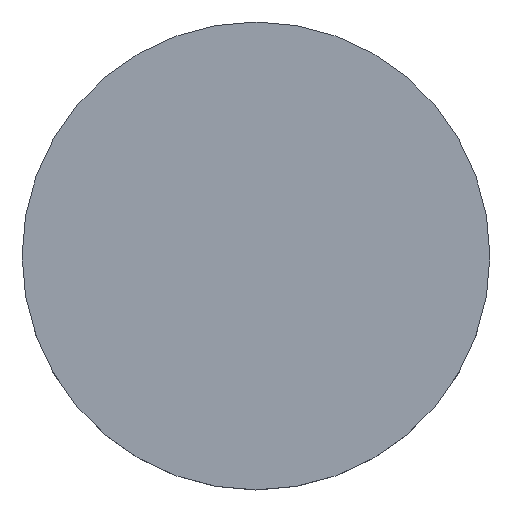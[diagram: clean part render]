
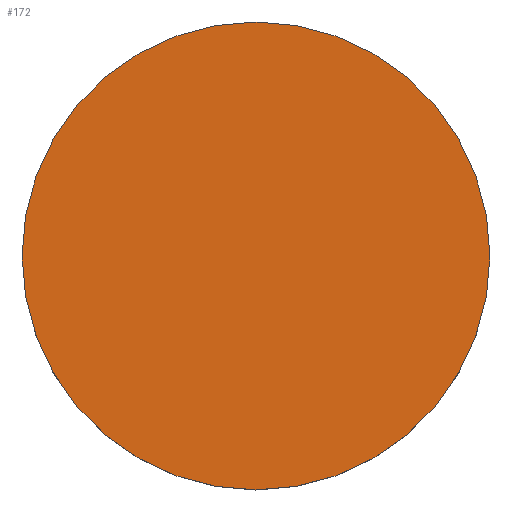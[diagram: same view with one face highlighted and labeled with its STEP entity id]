
A CAD part, top view. The second image highlights one B-rep face of the part: STEP entity #172.
In plain terms, the highlighted planar face has unit normal (0, 0, 1).
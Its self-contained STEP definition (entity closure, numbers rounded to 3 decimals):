
#7 = CARTESIAN_POINT ( 'NONE',  ( 12.7, 0., 4. ) ) ;
#17 = EDGE_LOOP ( 'NONE', ( #176, #220 ) ) ;
#38 = CARTESIAN_POINT ( 'NONE',  ( -12.7, 0., 4. ) ) ;
#51 = CIRCLE ( 'NONE', #213, 12.7 ) ;
#61 = PLANE ( 'NONE',  #161 ) ;
#72 = EDGE_CURVE ( 'NONE', #148, #77, #51, .T. ) ;
#77 = VERTEX_POINT ( 'NONE', #38 ) ;
#101 = DIRECTION ( 'NONE',  ( 1., 0., 0. ) ) ;
#118 = AXIS2_PLACEMENT_3D ( 'NONE', #210, #171, #169 ) ;
#120 = DIRECTION ( 'NONE',  ( 0., 0., 1. ) ) ;
#146 = DIRECTION ( 'NONE',  ( 1., 0., 0. ) ) ;
#148 = VERTEX_POINT ( 'NONE', #7 ) ;
#149 = DIRECTION ( 'NONE',  ( 0., 0., -1. ) ) ;
#152 = EDGE_CURVE ( 'NONE', #77, #148, #185, .T. ) ;
#153 = FACE_OUTER_BOUND ( 'NONE', #17, .T. ) ;
#161 = AXIS2_PLACEMENT_3D ( 'NONE', #168, #120, #101 ) ;
#168 = CARTESIAN_POINT ( 'NONE',  ( 0., 26.112, 4. ) ) ;
#169 = DIRECTION ( 'NONE',  ( 1., 0., 0. ) ) ;
#171 = DIRECTION ( 'NONE',  ( 0., 0., -1. ) ) ;
#172 = ADVANCED_FACE ( 'NONE', ( #153 ), #61, .T. ) ;
#176 = ORIENTED_EDGE ( 'NONE', *, *, #72, .F. ) ;
#185 = CIRCLE ( 'NONE', #118, 12.7 ) ;
#210 = CARTESIAN_POINT ( 'NONE',  ( 0., 0., 4. ) ) ;
#213 = AXIS2_PLACEMENT_3D ( 'NONE', #226, #149, #146 ) ;
#220 = ORIENTED_EDGE ( 'NONE', *, *, #152, .F. ) ;
#226 = CARTESIAN_POINT ( 'NONE',  ( 0., 0., 4. ) ) ;
